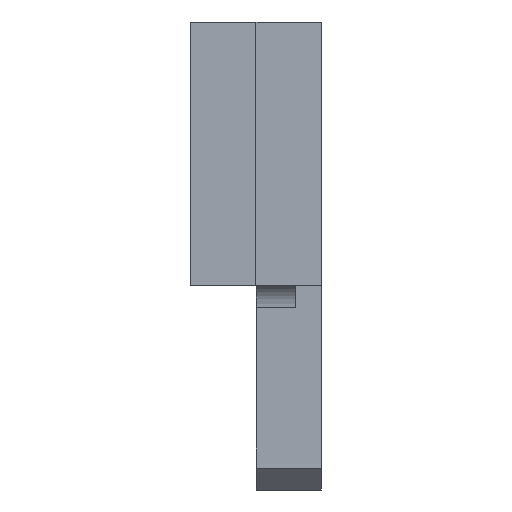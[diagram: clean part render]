
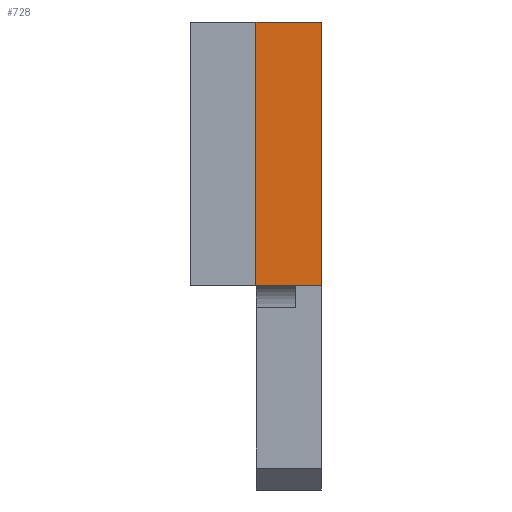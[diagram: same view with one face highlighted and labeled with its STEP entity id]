
A CAD part, left-side view. The second image highlights one B-rep face of the part: STEP entity #728.
In plain terms, the highlighted face is planar.
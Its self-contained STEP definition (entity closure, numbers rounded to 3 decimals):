
#42 = VECTOR ( 'NONE', #137, 1000. ) ;
#48 = VECTOR ( 'NONE', #1645, 1000. ) ;
#127 = CARTESIAN_POINT ( 'NONE',  ( 60., 5., -10. ) ) ;
#136 = ORIENTED_EDGE ( 'NONE', *, *, #1110, .F. ) ;
#137 = DIRECTION ( 'NONE',  ( 0., -1., 0. ) ) ;
#163 = CARTESIAN_POINT ( 'NONE',  ( 60., 5., 10.2 ) ) ;
#197 = VECTOR ( 'NONE', #953, 1000. ) ;
#206 = EDGE_CURVE ( 'NONE', #1278, #560, #1784, .T. ) ;
#222 = CARTESIAN_POINT ( 'NONE',  ( 60., 10., 10.2 ) ) ;
#349 = CARTESIAN_POINT ( 'NONE',  ( 60., 0., -10. ) ) ;
#560 = VERTEX_POINT ( 'NONE', #349 ) ;
#606 = VECTOR ( 'NONE', #1354, 1000. ) ;
#664 = LINE ( 'NONE', #222, #606 ) ;
#710 = CARTESIAN_POINT ( 'NONE',  ( 60., 5., -10. ) ) ;
#728 = ADVANCED_FACE ( 'NONE', ( #1109 ), #1090, .F. ) ;
#745 = ORIENTED_EDGE ( 'NONE', *, *, #206, .F. ) ;
#750 = EDGE_CURVE ( 'NONE', #1379, #1781, #664, .T. ) ;
#800 = LINE ( 'NONE', #1764, #48 ) ;
#814 = DIRECTION ( 'NONE',  ( 0., 0., 1. ) ) ;
#953 = DIRECTION ( 'NONE',  ( 0., 0., -1. ) ) ;
#1057 = CARTESIAN_POINT ( 'NONE',  ( 60., 0., 10.2 ) ) ;
#1090 = PLANE ( 'NONE',  #1376 ) ;
#1095 = LINE ( 'NONE', #1635, #197 ) ;
#1109 = FACE_OUTER_BOUND ( 'NONE', #1823, .T. ) ;
#1110 = EDGE_CURVE ( 'NONE', #1379, #1278, #800, .T. ) ;
#1135 = EDGE_CURVE ( 'NONE', #1781, #560, #1095, .T. ) ;
#1216 = ORIENTED_EDGE ( 'NONE', *, *, #750, .T. ) ;
#1278 = VERTEX_POINT ( 'NONE', #710 ) ;
#1326 = ORIENTED_EDGE ( 'NONE', *, *, #1135, .T. ) ;
#1354 = DIRECTION ( 'NONE',  ( 0., -1., 0. ) ) ;
#1376 = AXIS2_PLACEMENT_3D ( 'NONE', #1674, #1655, #814 ) ;
#1379 = VERTEX_POINT ( 'NONE', #163 ) ;
#1635 = CARTESIAN_POINT ( 'NONE',  ( 60., 0., 0. ) ) ;
#1645 = DIRECTION ( 'NONE',  ( 0., 0., -1. ) ) ;
#1655 = DIRECTION ( 'NONE',  ( -1., 0., 0. ) ) ;
#1674 = CARTESIAN_POINT ( 'NONE',  ( 60., 10., 0. ) ) ;
#1764 = CARTESIAN_POINT ( 'NONE',  ( 60., 5., 10.2 ) ) ;
#1781 = VERTEX_POINT ( 'NONE', #1057 ) ;
#1784 = LINE ( 'NONE', #127, #42 ) ;
#1823 = EDGE_LOOP ( 'NONE', ( #1326, #745, #136, #1216 ) ) ;
